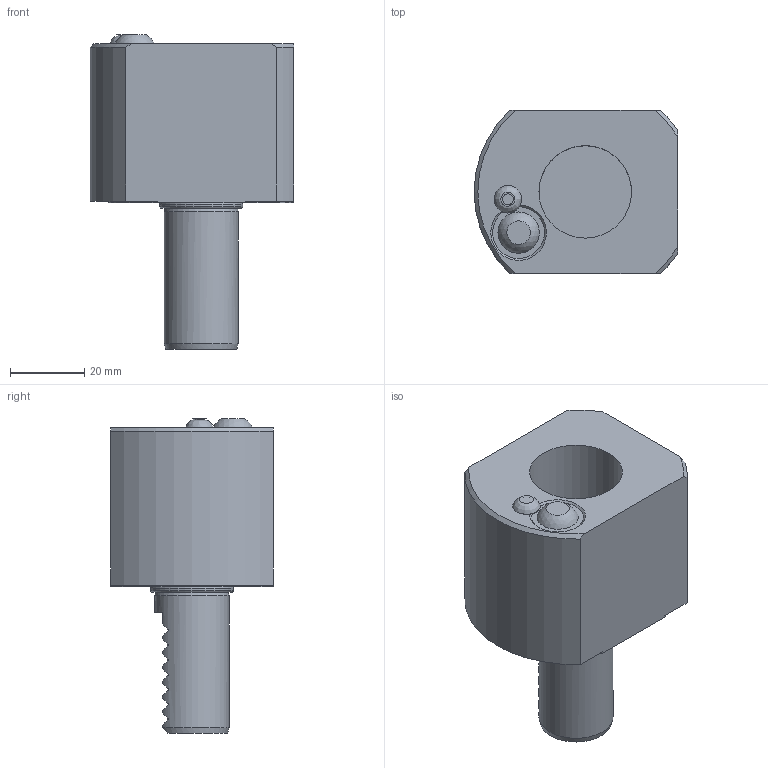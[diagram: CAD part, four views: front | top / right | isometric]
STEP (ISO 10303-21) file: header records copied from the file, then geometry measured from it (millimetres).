
FILE_DESCRIPTION(/* description */ (''),/* implementation_level */ '2;1');
FILE_NAME(/* name */ '10000989772nxv000_00_214.stp',/* time_stamp */ '2022-01-20T12:04:27+01:00',/* author */ (''),/* organization */ (''),/* preprocessor_version */ 'ST-DEVELOPER v16.7',/* originating_system */ 'SIEMENS PLM Software NX 12.0',/* authorisation */ '');
FILE_SCHEMA (('AUTOMOTIVE_DESIGN { 1 0 10303 214 3 1 1 1 }'));
Length unit declared in the file: millimetre
Products named in the file (1): 10000989772nxv000_00
Bounding box: 55 x 44 x 84.9 mm (x, y, z)
Volume: 93384.1 mm3; surface area: 17482 mm2
Topology: 1 solids, 1 shells, 74 faces, 187 edges, 123 vertices
Faces by surface type: plane 41, cylinder 15, cone 8, torus 8, sphere 1, bspline 1
Full cylindrical faces by diameter (mm): 20 x1, 22.33 x1, 25 x1
Entity records: 2458 total; most frequent: CARTESIAN_POINT 662, DIRECTION 368, ORIENTED_EDGE 330, EDGE_CURVE 165, AXIS2_PLACEMENT_3D 150, VERTEX_POINT 116, EDGE_LOOP 97, ADVANCED_FACE 74
